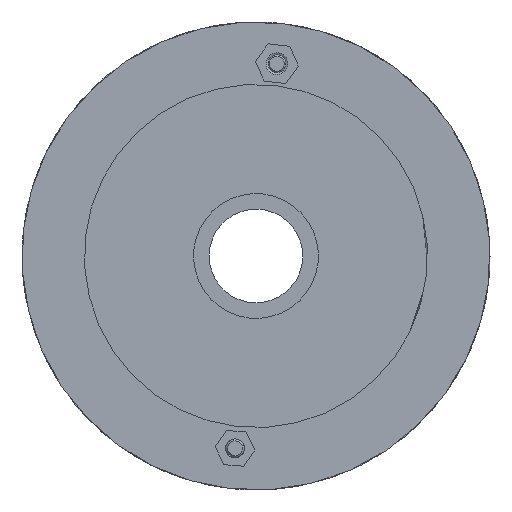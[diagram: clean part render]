
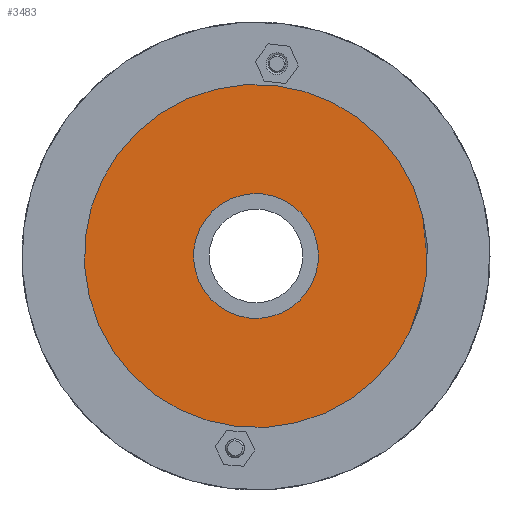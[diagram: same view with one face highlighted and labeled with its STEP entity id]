
A CAD part, front view. The second image highlights one B-rep face of the part: STEP entity #3483.
In plain terms, the highlighted planar face has unit normal (0, -1, 0).
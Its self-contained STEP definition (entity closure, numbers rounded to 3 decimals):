
#202=FACE_BOUND('',#822,.T.);
#376=CIRCLE('',#3951,10.);
#377=CIRCLE('',#3953,27.5);
#593=FACE_OUTER_BOUND('',#821,.T.);
#821=EDGE_LOOP('',(#2986));
#822=EDGE_LOOP('',(#2987));
#1685=VERTEX_POINT('',#5958);
#1686=VERTEX_POINT('',#5962);
#2130=EDGE_CURVE('',#1685,#1685,#376,.T.);
#2133=EDGE_CURVE('',#1686,#1686,#377,.T.);
#2986=ORIENTED_EDGE('',*,*,#2133,.F.);
#2987=ORIENTED_EDGE('',*,*,#2130,.T.);
#3318=PLANE('',#3954);
#3483=ADVANCED_FACE('',(#593,#202),#3318,.T.);
#3951=AXIS2_PLACEMENT_3D('',#5959,#4865,#4866);
#3953=AXIS2_PLACEMENT_3D('',#5964,#4871,#4872);
#3954=AXIS2_PLACEMENT_3D('',#5965,#4873,#4874);
#4865=DIRECTION('center_axis',(0.,1.,0.));
#4866=DIRECTION('ref_axis',(1.,0.,0.));
#4871=DIRECTION('center_axis',(0.,1.,0.));
#4872=DIRECTION('ref_axis',(1.,0.,0.));
#4873=DIRECTION('center_axis',(0.,-1.,0.));
#4874=DIRECTION('ref_axis',(0.,0.,-1.));
#5958=CARTESIAN_POINT('',(-10.,10.,0.));
#5959=CARTESIAN_POINT('Origin',(0.,10.,0.));
#5962=CARTESIAN_POINT('',(-27.5,10.,0.));
#5964=CARTESIAN_POINT('Origin',(0.,10.,0.));
#5965=CARTESIAN_POINT('Origin',(0.,10.,0.));
